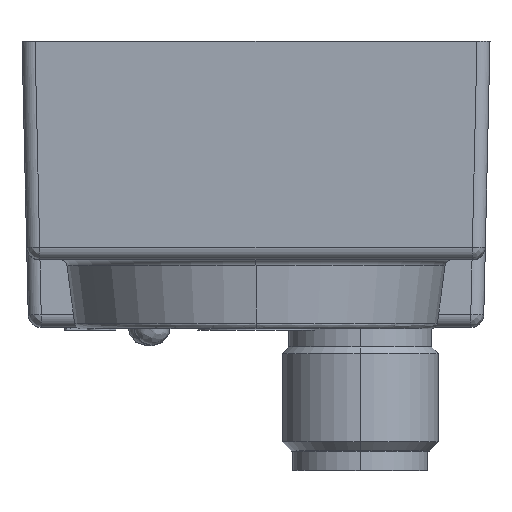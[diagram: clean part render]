
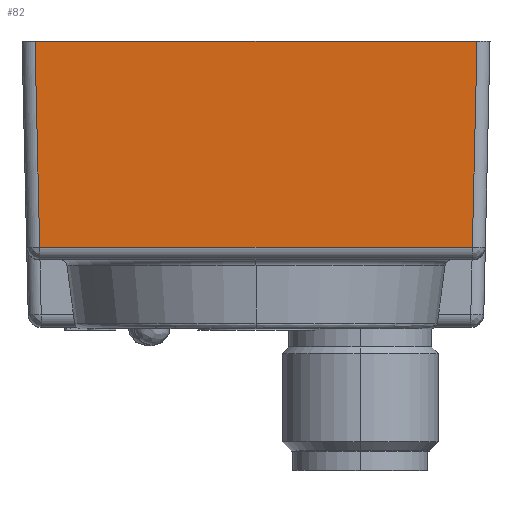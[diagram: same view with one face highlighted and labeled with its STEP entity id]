
A CAD part, left-side view. The second image highlights one B-rep face of the part: STEP entity #82.
In plain terms, the highlighted planar face has unit normal (-1, 0, -0.03).
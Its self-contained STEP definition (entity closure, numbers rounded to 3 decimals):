
#82 = ADVANCED_FACE ( 'NONE', ( #1770 ), #1769, .F. ) ;
#83 = EDGE_LOOP ( 'NONE', ( #84, #104, #106, #93 ) ) ;
#84 = ORIENTED_EDGE ( 'NONE', *, *, #7421, .F. ) ;
#93 = ORIENTED_EDGE ( 'NONE', *, *, #7451, .F. ) ;
#104 = ORIENTED_EDGE ( 'NONE', *, *, #7483, .F. ) ;
#105 = EDGE_CURVE ( 'NONE', #7447, #7481, #1812, .T. ) ;
#106 = ORIENTED_EDGE ( 'NONE', *, *, #105, .F. ) ;
#1765 = DIRECTION ( 'NONE',  ( 0.03, 0., -1. ) ) ;
#1766 = DIRECTION ( 'NONE',  ( 1., 0., 0.03 ) ) ;
#1767 = CARTESIAN_POINT ( 'NONE',  ( 0., 36., 22. ) ) ;
#1768 = AXIS2_PLACEMENT_3D ( 'NONE', #1767, #1766, #1765 ) ;
#1769 = PLANE ( 'NONE',  #1768 ) ;
#1770 = FACE_OUTER_BOUND ( 'NONE', #83, .T. ) ;
#1809 = DIRECTION ( 'NONE',  ( 0., -1., 0. ) ) ;
#1810 = VECTOR ( 'NONE', #1809, 1000. ) ;
#1811 = CARTESIAN_POINT ( 'NONE',  ( 0., 18., 22. ) ) ;
#1812 = LINE ( 'NONE', #1811, #1810 ) ;
#5237 = CARTESIAN_POINT ( 'NONE',  ( 0.471, 34.641, 6.17 ) ) ;
#5381 = CARTESIAN_POINT ( 'NONE',  ( 0.471, 1.359, 6.17 ) ) ;
#5777 = VERTEX_POINT ( 'NONE', #5237 ) ;
#5808 = VERTEX_POINT ( 'NONE', #5381 ) ;
#6447 = DIRECTION ( 'NONE',  ( 0., 1., 0. ) ) ;
#6448 = VECTOR ( 'NONE', #6447, 1000. ) ;
#6449 = CARTESIAN_POINT ( 'NONE',  ( 0.471, 36., 6.17 ) ) ;
#6450 = LINE ( 'NONE', #6449, #6448 ) ;
#6468 = CARTESIAN_POINT ( 'NONE',  ( 0., 35., 22. ) ) ;
#6505 = DIRECTION ( 'NONE',  ( -0.03, 0.023, 0.999 ) ) ;
#6506 = VECTOR ( 'NONE', #6505, 1000. ) ;
#6507 = CARTESIAN_POINT ( 'NONE',  ( 0.471, 34.641, 6.17 ) ) ;
#6508 = LINE ( 'NONE', #6507, #6506 ) ;
#6516 = CARTESIAN_POINT ( 'NONE',  ( 0., 1., 22. ) ) ;
#6550 = DIRECTION ( 'NONE',  ( 0.03, 0.023, -0.999 ) ) ;
#6551 = VECTOR ( 'NONE', #6550, 1000. ) ;
#6552 = CARTESIAN_POINT ( 'NONE',  ( 0., 1., 22. ) ) ;
#6553 = LINE ( 'NONE', #6552, #6551 ) ;
#7421 = EDGE_CURVE ( 'NONE', #5808, #5777, #6450, .T. ) ;
#7447 = VERTEX_POINT ( 'NONE', #6468 ) ;
#7451 = EDGE_CURVE ( 'NONE', #5777, #7447, #6508, .T. ) ;
#7481 = VERTEX_POINT ( 'NONE', #6516 ) ;
#7483 = EDGE_CURVE ( 'NONE', #7481, #5808, #6553, .T. ) ;
